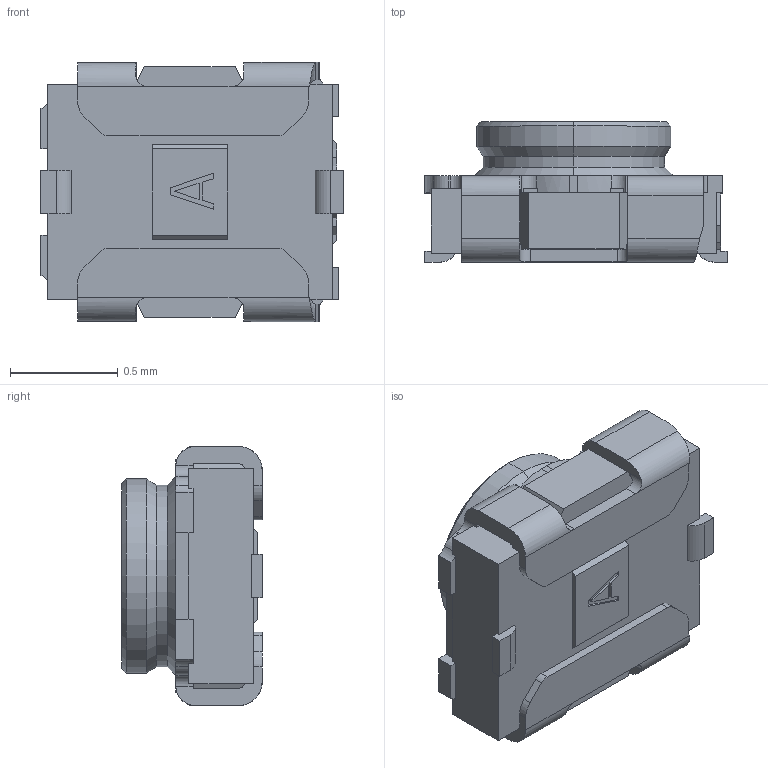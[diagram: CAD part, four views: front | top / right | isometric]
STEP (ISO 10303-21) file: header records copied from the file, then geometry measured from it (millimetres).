
FILE_DESCRIPTION((''),'2;1');
FILE_NAME('DOWNHOUSING2_1_1_35_102','2025-04-15T14:05:48',('eng801'),(''),'CREO PARAMETRIC BY PTC INC, 2019010','CREO PARAMETRIC BY PTC INC, 2019010','');
FILE_SCHEMA(('AUTOMOTIVE_DESIGN { 1 0 10303 214 1 1 1 1 }'));
Length unit declared in the file: millimetre
Products named in the file (1): DOWNHOUSING2_1_1_35_102
Bounding box: 1.4 x 0.65 x 1.2 mm (x, y, z)
Volume: 0.7 mm3; surface area: 6.9 mm2
Topology: 1 solids, 1 shells, 227 faces, 688 edges, 460 vertices
Faces by surface type: plane 153, cylinder 58, cone 10, torus 4, bspline 2
Entity records: 12641 total; most frequent: CARTESIAN_POINT 1521, ORIENTED_EDGE 1324, DIRECTION 1297, PRESENTATION_STYLE_ASSIGNMENT 913, STYLED_ITEM 690, CURVE_STYLE 689, EDGE_CURVE 662, VECTOR 501
